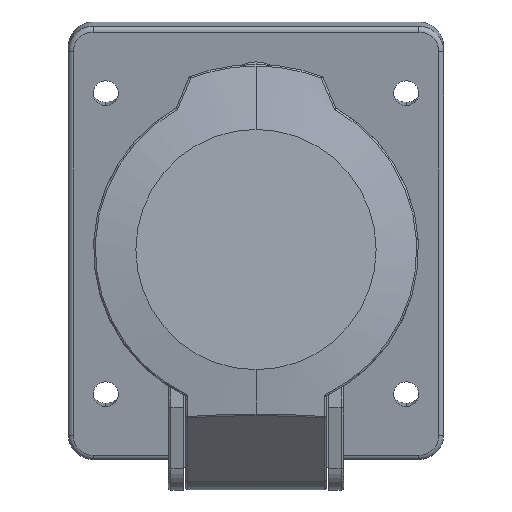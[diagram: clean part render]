
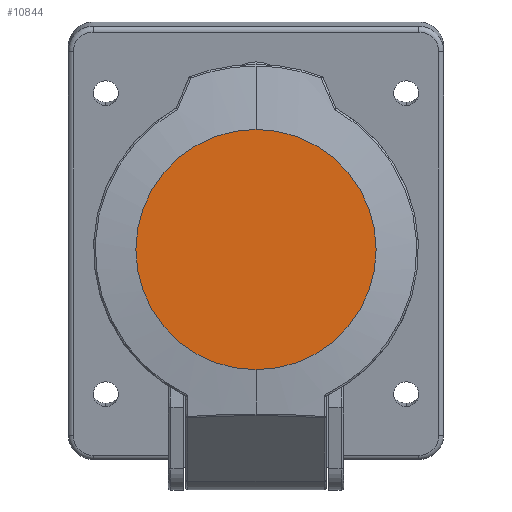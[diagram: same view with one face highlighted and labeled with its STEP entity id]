
A CAD part, top view. The second image highlights one B-rep face of the part: STEP entity #10844.
In plain terms, the highlighted face is planar.
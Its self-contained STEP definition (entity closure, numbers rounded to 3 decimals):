
#710 = DIRECTION ( 'NONE',  ( 0., 0., 1. ) ) ;
#1282 = DIRECTION ( 'NONE',  ( -1., 0., 0. ) ) ;
#2314 = FACE_OUTER_BOUND ( 'NONE', #13519, .T. ) ;
#3672 = VERTEX_POINT ( 'NONE', #20545 ) ;
#4282 = CARTESIAN_POINT ( 'NONE',  ( 0., 0., 0. ) ) ;
#5497 = VERTEX_POINT ( 'NONE', #21247 ) ;
#5967 = DIRECTION ( 'NONE',  ( 0., 0., -1. ) ) ;
#6040 = DIRECTION ( 'NONE',  ( 1., 0., 0. ) ) ;
#7042 = CIRCLE ( 'NONE', #18313, 24. ) ;
#10844 = ADVANCED_FACE ( 'NONE', ( #2314 ), #12759, .F. ) ;
#11243 = AXIS2_PLACEMENT_3D ( 'NONE', #13070, #5967, #21435 ) ;
#11502 = DIRECTION ( 'NONE',  ( 0., 0., -1. ) ) ;
#11755 = ORIENTED_EDGE ( 'NONE', *, *, #15265, .T. ) ;
#12759 = PLANE ( 'NONE',  #18452 ) ;
#13070 = CARTESIAN_POINT ( 'NONE',  ( 0., 0., 0. ) ) ;
#13519 = EDGE_LOOP ( 'NONE', ( #16214, #11755 ) ) ;
#15265 = EDGE_CURVE ( 'NONE', #5497, #3672, #7042, .T. ) ;
#16214 = ORIENTED_EDGE ( 'NONE', *, *, #21285, .T. ) ;
#18313 = AXIS2_PLACEMENT_3D ( 'NONE', #19988, #11502, #1282 ) ;
#18452 = AXIS2_PLACEMENT_3D ( 'NONE', #4282, #710, #6040 ) ;
#19041 = CIRCLE ( 'NONE', #11243, 24. ) ;
#19988 = CARTESIAN_POINT ( 'NONE',  ( 0., 0., 0. ) ) ;
#20545 = CARTESIAN_POINT ( 'NONE',  ( 24., 0., 0. ) ) ;
#21247 = CARTESIAN_POINT ( 'NONE',  ( -24., 0., 0. ) ) ;
#21285 = EDGE_CURVE ( 'NONE', #3672, #5497, #19041, .T. ) ;
#21435 = DIRECTION ( 'NONE',  ( -1., 0., 0. ) ) ;
